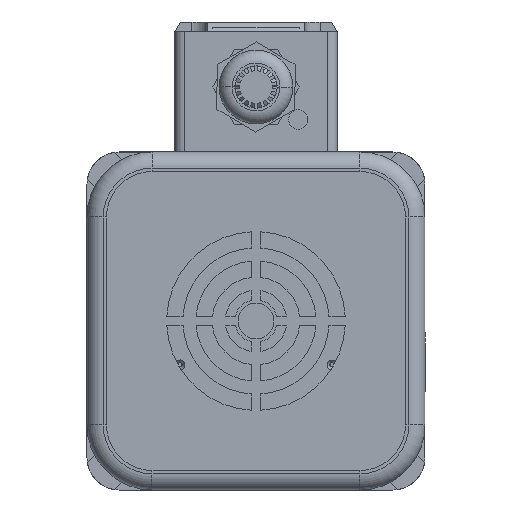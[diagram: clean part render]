
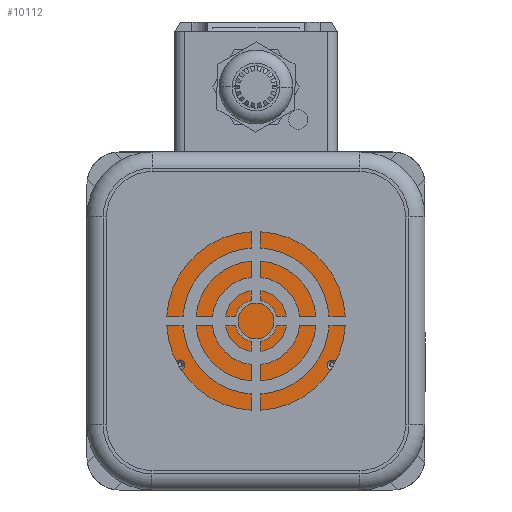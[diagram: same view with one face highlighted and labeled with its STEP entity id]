
A CAD part, front view. The second image highlights one B-rep face of the part: STEP entity #10112.
In plain terms, the highlighted planar face has unit normal (0, -1, 0).
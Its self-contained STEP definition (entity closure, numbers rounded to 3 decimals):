
#230 = AXIS2_PLACEMENT_3D ( 'NONE', #22692, #10544, #24752 ) ;
#408 = CARTESIAN_POINT ( 'NONE',  ( -27., -137.8, 0. ) ) ;
#416 = DIRECTION ( 'NONE',  ( 0., -1., 0. ) ) ;
#451 = DIRECTION ( 'NONE',  ( 0., 0., -1. ) ) ;
#467 = CARTESIAN_POINT ( 'NONE',  ( 23.383, -137.8, -13.5 ) ) ;
#620 = FACE_BOUND ( 'NONE', #11377, .T. ) ;
#925 = ORIENTED_EDGE ( 'NONE', *, *, #11656, .F. ) ;
#968 = EDGE_CURVE ( 'NONE', #17319, #8460, #3455, .T. ) ;
#1251 = FACE_BOUND ( 'NONE', #18294, .T. ) ;
#1387 = ORIENTED_EDGE ( 'NONE', *, *, #13107, .F. ) ;
#1426 = AXIS2_PLACEMENT_3D ( 'NONE', #18854, #6860, #20918 ) ;
#1850 = AXIS2_PLACEMENT_3D ( 'NONE', #11581, #25810, #13602 ) ;
#1945 = CIRCLE ( 'NONE', #24167, 1.5 ) ;
#2009 = EDGE_LOOP ( 'NONE', ( #24866, #5905 ) ) ;
#2409 = DIRECTION ( 'NONE',  ( 0., 0., -1. ) ) ;
#2419 = AXIS2_PLACEMENT_3D ( 'NONE', #24520, #12336, #451 ) ;
#2467 = DIRECTION ( 'NONE',  ( 0., 0., -1. ) ) ;
#2768 = AXIS2_PLACEMENT_3D ( 'NONE', #15444, #21581, #9492 ) ;
#2892 = VERTEX_POINT ( 'NONE', #9448 ) ;
#2946 = CARTESIAN_POINT ( 'NONE',  ( 27., -137.8, 0. ) ) ;
#3304 = VERTEX_POINT ( 'NONE', #8635 ) ;
#3309 = VERTEX_POINT ( 'NONE', #3372 ) ;
#3372 = CARTESIAN_POINT ( 'NONE',  ( 0., -137.8, -31. ) ) ;
#3455 = CIRCLE ( 'NONE', #14166, 1.5 ) ;
#4074 = EDGE_CURVE ( 'NONE', #3309, #13421, #23780, .T. ) ;
#4288 = AXIS2_PLACEMENT_3D ( 'NONE', #408, #14306, #2409 ) ;
#4824 = EDGE_CURVE ( 'NONE', #3304, #6020, #8555, .T. ) ;
#4932 = DIRECTION ( 'NONE',  ( 0., 0., -1. ) ) ;
#5218 = DIRECTION ( 'NONE',  ( 0., -1., 0. ) ) ;
#5520 = VERTEX_POINT ( 'NONE', #6119 ) ;
#5790 = DIRECTION ( 'NONE',  ( 0., -1., 0. ) ) ;
#5905 = ORIENTED_EDGE ( 'NONE', *, *, #9613, .T. ) ;
#5908 = FACE_BOUND ( 'NONE', #14865, .T. ) ;
#6020 = VERTEX_POINT ( 'NONE', #6484 ) ;
#6058 = AXIS2_PLACEMENT_3D ( 'NONE', #17188, #5218, #19225 ) ;
#6119 = CARTESIAN_POINT ( 'NONE',  ( 27., -137.8, 1.5 ) ) ;
#6334 = EDGE_CURVE ( 'NONE', #8460, #17319, #24634, .T. ) ;
#6471 = CIRCLE ( 'NONE', #4288, 1.5 ) ;
#6484 = CARTESIAN_POINT ( 'NONE',  ( -27., -137.8, 1.5 ) ) ;
#6492 = CARTESIAN_POINT ( 'NONE',  ( -23.383, -137.8, -12. ) ) ;
#6758 = CARTESIAN_POINT ( 'NONE',  ( -23.383, -137.8, -15. ) ) ;
#6860 = DIRECTION ( 'NONE',  ( 0., -1., 0. ) ) ;
#7339 = CARTESIAN_POINT ( 'NONE',  ( 0., -137.8, 31. ) ) ;
#7411 = PLANE ( 'NONE',  #2768 ) ;
#7601 = CIRCLE ( 'NONE', #6058, 1.5 ) ;
#7741 = ORIENTED_EDGE ( 'NONE', *, *, #8559, .F. ) ;
#8398 = EDGE_LOOP ( 'NONE', ( #1387, #18585 ) ) ;
#8460 = VERTEX_POINT ( 'NONE', #6492 ) ;
#8555 = CIRCLE ( 'NONE', #10710, 1.5 ) ;
#8559 = EDGE_CURVE ( 'NONE', #5520, #2892, #21375, .T. ) ;
#8635 = CARTESIAN_POINT ( 'NONE',  ( -27., -137.8, -1.5 ) ) ;
#9448 = CARTESIAN_POINT ( 'NONE',  ( 27., -137.8, -1.5 ) ) ;
#9492 = DIRECTION ( 'NONE',  ( 0., 0., -1. ) ) ;
#9613 = EDGE_CURVE ( 'NONE', #13421, #3309, #15920, .T. ) ;
#10020 = CARTESIAN_POINT ( 'NONE',  ( -27., -137.8, 0. ) ) ;
#10112 = ADVANCED_FACE ( 'NONE', ( #5908, #21955, #1251, #16536, #620, #21297 ), #7411, .T. ) ;
#10544 = DIRECTION ( 'NONE',  ( 0., -1., 0. ) ) ;
#10665 = ORIENTED_EDGE ( 'NONE', *, *, #4824, .F. ) ;
#10710 = AXIS2_PLACEMENT_3D ( 'NONE', #10020, #24202, #12030 ) ;
#11377 = EDGE_LOOP ( 'NONE', ( #925, #7741 ) ) ;
#11581 = CARTESIAN_POINT ( 'NONE',  ( -23.383, -137.8, -13.5 ) ) ;
#11656 = EDGE_CURVE ( 'NONE', #2892, #5520, #7601, .T. ) ;
#12030 = DIRECTION ( 'NONE',  ( 0., 0., -1. ) ) ;
#12049 = VERTEX_POINT ( 'NONE', #12389 ) ;
#12300 = CARTESIAN_POINT ( 'NONE',  ( 23.383, -137.8, -13.5 ) ) ;
#12336 = DIRECTION ( 'NONE',  ( 0., -1., 0. ) ) ;
#12389 = CARTESIAN_POINT ( 'NONE',  ( 23.383, -137.8, -12. ) ) ;
#12652 = EDGE_CURVE ( 'NONE', #23838, #25647, #19482, .T. ) ;
#13107 = EDGE_CURVE ( 'NONE', #13431, #12049, #19453, .T. ) ;
#13421 = VERTEX_POINT ( 'NONE', #7339 ) ;
#13431 = VERTEX_POINT ( 'NONE', #19354 ) ;
#13602 = DIRECTION ( 'NONE',  ( 0., 0., -1. ) ) ;
#13769 = EDGE_CURVE ( 'NONE', #12049, #13431, #1945, .T. ) ;
#14166 = AXIS2_PLACEMENT_3D ( 'NONE', #21888, #21974, #23590 ) ;
#14306 = DIRECTION ( 'NONE',  ( 0., -1., 0. ) ) ;
#14313 = DIRECTION ( 'NONE',  ( 0., 0., -1. ) ) ;
#14368 = DIRECTION ( 'NONE',  ( 0., -1., 0. ) ) ;
#14865 = EDGE_LOOP ( 'NONE', ( #20715, #17460 ) ) ;
#15444 = CARTESIAN_POINT ( 'NONE',  ( 0., -137.8, 0. ) ) ;
#15920 = CIRCLE ( 'NONE', #2419, 31. ) ;
#16536 = FACE_BOUND ( 'NONE', #20877, .T. ) ;
#16598 = ORIENTED_EDGE ( 'NONE', *, *, #22658, .F. ) ;
#16909 = DIRECTION ( 'NONE',  ( 0., -1., 0. ) ) ;
#17188 = CARTESIAN_POINT ( 'NONE',  ( 27., -137.8, 0. ) ) ;
#17319 = VERTEX_POINT ( 'NONE', #6758 ) ;
#17333 = CARTESIAN_POINT ( 'NONE',  ( 0., -137.8, 25.5 ) ) ;
#17460 = ORIENTED_EDGE ( 'NONE', *, *, #6334, .F. ) ;
#17781 = CARTESIAN_POINT ( 'NONE',  ( 0., -137.8, 27. ) ) ;
#17857 = CIRCLE ( 'NONE', #24113, 1.5 ) ;
#18220 = EDGE_CURVE ( 'NONE', #6020, #3304, #6471, .T. ) ;
#18294 = EDGE_LOOP ( 'NONE', ( #16598, #18584 ) ) ;
#18584 = ORIENTED_EDGE ( 'NONE', *, *, #12652, .F. ) ;
#18585 = ORIENTED_EDGE ( 'NONE', *, *, #13769, .F. ) ;
#18854 = CARTESIAN_POINT ( 'NONE',  ( 0., -137.8, 27. ) ) ;
#19225 = DIRECTION ( 'NONE',  ( 0., 0., -1. ) ) ;
#19354 = CARTESIAN_POINT ( 'NONE',  ( 23.383, -137.8, -15. ) ) ;
#19453 = CIRCLE ( 'NONE', #19692, 1.5 ) ;
#19482 = CIRCLE ( 'NONE', #1426, 1.5 ) ;
#19670 = AXIS2_PLACEMENT_3D ( 'NONE', #2946, #16909, #4932 ) ;
#19692 = AXIS2_PLACEMENT_3D ( 'NONE', #12300, #416, #14313 ) ;
#19820 = DIRECTION ( 'NONE',  ( 0., 0., -1. ) ) ;
#20715 = ORIENTED_EDGE ( 'NONE', *, *, #968, .F. ) ;
#20877 = EDGE_LOOP ( 'NONE', ( #10665, #23669 ) ) ;
#20918 = DIRECTION ( 'NONE',  ( 0., 0., -1. ) ) ;
#21297 = FACE_OUTER_BOUND ( 'NONE', #2009, .T. ) ;
#21375 = CIRCLE ( 'NONE', #19670, 1.5 ) ;
#21581 = DIRECTION ( 'NONE',  ( 0., -1., 0. ) ) ;
#21888 = CARTESIAN_POINT ( 'NONE',  ( -23.383, -137.8, -13.5 ) ) ;
#21955 = FACE_BOUND ( 'NONE', #8398, .T. ) ;
#21974 = DIRECTION ( 'NONE',  ( 0., -1., 0. ) ) ;
#22658 = EDGE_CURVE ( 'NONE', #25647, #23838, #17857, .T. ) ;
#22692 = CARTESIAN_POINT ( 'NONE',  ( 0., -137.8, 0. ) ) ;
#23590 = DIRECTION ( 'NONE',  ( 0., 0., -1. ) ) ;
#23669 = ORIENTED_EDGE ( 'NONE', *, *, #18220, .F. ) ;
#23780 = CIRCLE ( 'NONE', #230, 31. ) ;
#23838 = VERTEX_POINT ( 'NONE', #25441 ) ;
#24113 = AXIS2_PLACEMENT_3D ( 'NONE', #17781, #5790, #19820 ) ;
#24167 = AXIS2_PLACEMENT_3D ( 'NONE', #467, #14368, #2467 ) ;
#24202 = DIRECTION ( 'NONE',  ( 0., -1., 0. ) ) ;
#24520 = CARTESIAN_POINT ( 'NONE',  ( 0., -137.8, 0. ) ) ;
#24634 = CIRCLE ( 'NONE', #1850, 1.5 ) ;
#24752 = DIRECTION ( 'NONE',  ( 0., 0., -1. ) ) ;
#24866 = ORIENTED_EDGE ( 'NONE', *, *, #4074, .T. ) ;
#25441 = CARTESIAN_POINT ( 'NONE',  ( 0., -137.8, 28.5 ) ) ;
#25647 = VERTEX_POINT ( 'NONE', #17333 ) ;
#25810 = DIRECTION ( 'NONE',  ( 0., -1., 0. ) ) ;
